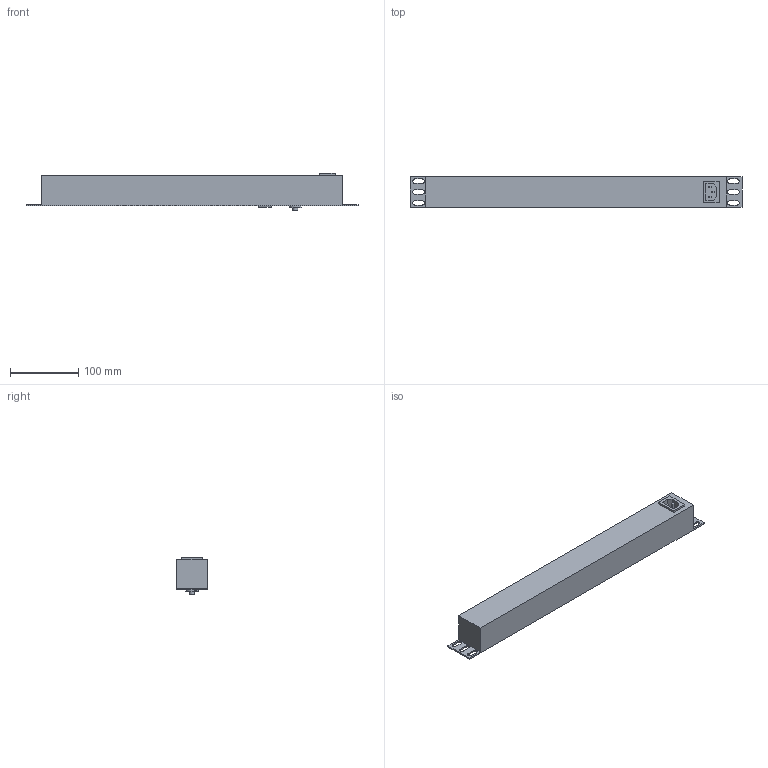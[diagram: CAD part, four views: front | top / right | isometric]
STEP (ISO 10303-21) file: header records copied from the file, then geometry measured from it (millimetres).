
FILE_DESCRIPTION (( 'STEP AP203' ), '1' );
FILE_NAME ('PH13-7D3 ITK PDU 7 ðîç. íåì. ñò, ñ âûêë. è çàù. îò ïåðåíàïð., âõ.Ñ14.STEP', '2016-09-21T12:11:28', ( '' ), ( '' ), 'SwSTEP 2.0', 'SolidWorks 2014', '' );
FILE_SCHEMA (( 'CONFIG_CONTROL_DESIGN' ));
Length unit declared in the file: millimetre
Products named in the file (1): PH13-7D3 ITK PDU 7 ðîç. íåì. ñò, ñ âûêë. è çàù. îò ïåðåíàïð., âõ.Ñ14
Bounding box: 487 x 44.45 x 55 mm (x, y, z)
Volume: 736931 mm3; surface area: 108407.8 mm2
Topology: 1 solids, 1 shells, 354 faces, 967 edges, 645 vertices
Faces by surface type: plane 263, cylinder 91
Full cylindrical faces by diameter (mm): 5.5 x14, 7 x1, 18 x1, 39 x7
Entity records: 11118 total; most frequent: CARTESIAN_POINT 1970, DIRECTION 1877, ORIENTED_EDGE 1872, EDGE_CURVE 936, VECTOR 677, LINE 677, VERTEX_POINT 637, AXIS2_PLACEMENT_3D 600
